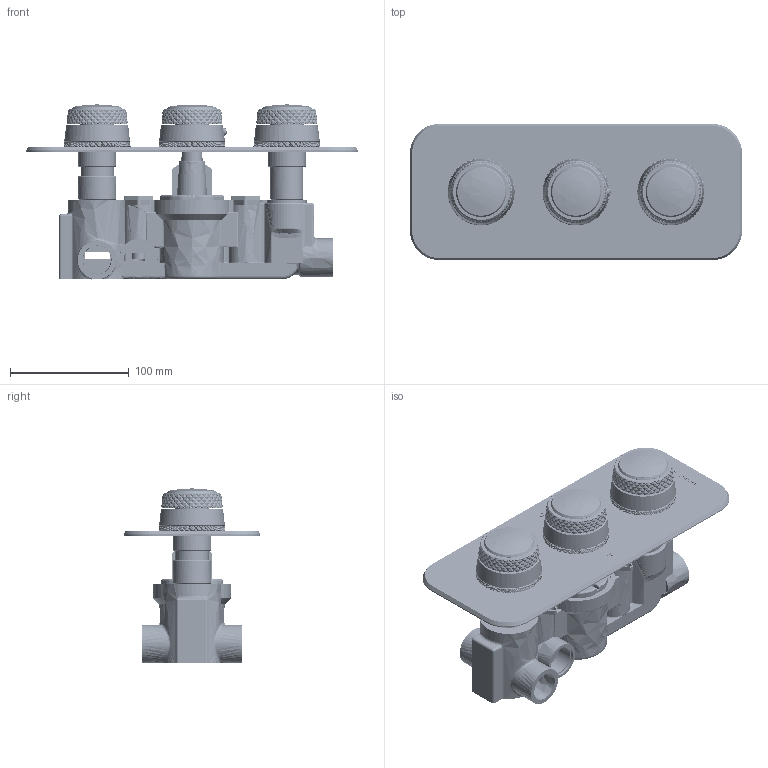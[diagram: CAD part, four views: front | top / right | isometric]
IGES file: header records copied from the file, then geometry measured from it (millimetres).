
Global section: file name: T1003; native system: Autodesk Inventor 2020; preprocessor: unknown; author: adaniels; date: 20200203.093849; units: millimetre
Bounding box: 280 x 115 x 147.64 mm (x, y, z)
Volume: 699271.7 mm3; surface area: 390246.7 mm2
Topology: 85 solids, 90 shells, 16558 faces, 37974 edges, 21766 vertices
Faces by surface type: bspline 16558
